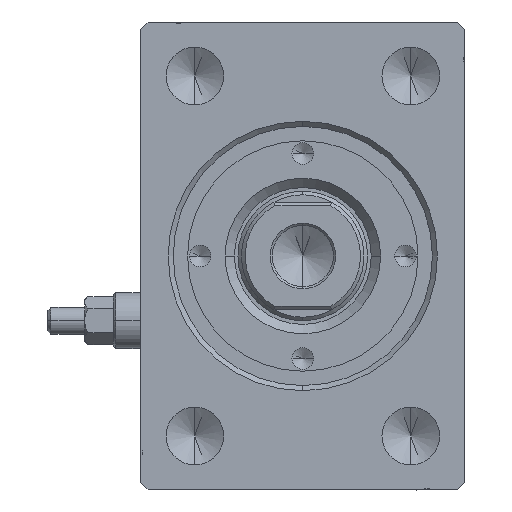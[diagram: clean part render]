
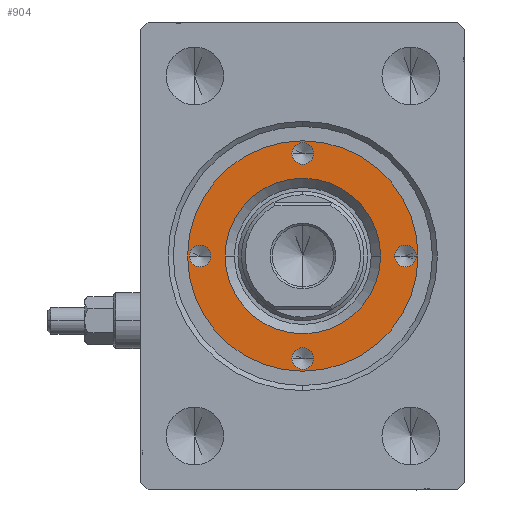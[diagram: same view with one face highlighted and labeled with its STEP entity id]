
A CAD part, left-side view. The second image highlights one B-rep face of the part: STEP entity #904.
In plain terms, the highlighted face is planar.
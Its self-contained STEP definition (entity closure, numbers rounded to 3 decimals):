
#124 = EDGE_CURVE ( 'NONE', #11509, #11407, #24786, .T. ) ;
#450 = CIRCLE ( 'NONE', #26740, 1.5 ) ;
#532 = CARTESIAN_POINT ( 'NONE',  ( 0., 0., 7. ) ) ;
#904 = ADVANCED_FACE ( 'NONE', ( #29264, #39788, #7568, #18304, #38895, #18754 ), #15106, .T. ) ;
#3940 = AXIS2_PLACEMENT_3D ( 'NONE', #39051, #42703, #14144 ) ;
#4174 = AXIS2_PLACEMENT_3D ( 'NONE', #32969, #36179, #7830 ) ;
#4269 = CARTESIAN_POINT ( 'NONE',  ( 10.8, 0., 7. ) ) ;
#4730 = EDGE_LOOP ( 'NONE', ( #23775, #7292 ) ) ;
#6057 = CARTESIAN_POINT ( 'NONE',  ( 0., 0., 7. ) ) ;
#6095 = CARTESIAN_POINT ( 'NONE',  ( 16., 0., 7. ) ) ;
#6927 = DIRECTION ( 'NONE',  ( 1., 0., 0. ) ) ;
#7292 = ORIENTED_EDGE ( 'NONE', *, *, #17552, .T. ) ;
#7466 = EDGE_CURVE ( 'NONE', #20109, #19163, #13990, .T. ) ;
#7568 = FACE_BOUND ( 'NONE', #13220, .T. ) ;
#7699 = DIRECTION ( 'NONE',  ( 1., 0., 0. ) ) ;
#7767 = ORIENTED_EDGE ( 'NONE', *, *, #33912, .F. ) ;
#7830 = DIRECTION ( 'NONE',  ( 1., 0., 0. ) ) ;
#8292 = CIRCLE ( 'NONE', #3940, 1.5 ) ;
#8387 = CARTESIAN_POINT ( 'NONE',  ( -14.25, 0., 7. ) ) ;
#8619 = DIRECTION ( 'NONE',  ( 0., 0., 1. ) ) ;
#10629 = AXIS2_PLACEMENT_3D ( 'NONE', #14502, #13823, #28667 ) ;
#10941 = DIRECTION ( 'NONE',  ( 0., 0., 1. ) ) ;
#11407 = VERTEX_POINT ( 'NONE', #43763 ) ;
#11509 = VERTEX_POINT ( 'NONE', #37131 ) ;
#11616 = EDGE_CURVE ( 'NONE', #19163, #20109, #44704, .T. ) ;
#11662 = DIRECTION ( 'NONE',  ( 1., 0., 0. ) ) ;
#11796 = DIRECTION ( 'NONE',  ( 1., 0., 0. ) ) ;
#12033 = CARTESIAN_POINT ( 'NONE',  ( 0., -14.25, 7. ) ) ;
#12072 = ORIENTED_EDGE ( 'NONE', *, *, #7466, .T. ) ;
#13220 = EDGE_LOOP ( 'NONE', ( #37824, #16205 ) ) ;
#13823 = DIRECTION ( 'NONE',  ( 0., 0., 1. ) ) ;
#13990 = CIRCLE ( 'NONE', #22003, 10.8 ) ;
#14144 = DIRECTION ( 'NONE',  ( 1., 0., 0. ) ) ;
#14385 = CIRCLE ( 'NONE', #36291, 16. ) ;
#14502 = CARTESIAN_POINT ( 'NONE',  ( 0., 0., 7. ) ) ;
#14834 = DIRECTION ( 'NONE',  ( 1., 0., 0. ) ) ;
#14988 = EDGE_CURVE ( 'NONE', #21904, #37290, #35446, .T. ) ;
#15106 = PLANE ( 'NONE',  #17482 ) ;
#15207 = CIRCLE ( 'NONE', #35641, 1.5 ) ;
#15245 = CARTESIAN_POINT ( 'NONE',  ( 1.5, -14.25, 7. ) ) ;
#15358 = DIRECTION ( 'NONE',  ( 0., 0., 1. ) ) ;
#16205 = ORIENTED_EDGE ( 'NONE', *, *, #43795, .F. ) ;
#16416 = ORIENTED_EDGE ( 'NONE', *, *, #21780, .F. ) ;
#16496 = CARTESIAN_POINT ( 'NONE',  ( -16., 0., 7. ) ) ;
#17409 = DIRECTION ( 'NONE',  ( 1., 0., 0. ) ) ;
#17471 = VERTEX_POINT ( 'NONE', #29831 ) ;
#17482 = AXIS2_PLACEMENT_3D ( 'NONE', #35238, #25837, #11662 ) ;
#17552 = EDGE_CURVE ( 'NONE', #37290, #21904, #14385, .T. ) ;
#18213 = DIRECTION ( 'NONE',  ( 0., 0., -1. ) ) ;
#18304 = FACE_BOUND ( 'NONE', #40373, .T. ) ;
#18681 = DIRECTION ( 'NONE',  ( 1., 0., 0. ) ) ;
#18691 = DIRECTION ( 'NONE',  ( 0., 0., 1. ) ) ;
#18754 = FACE_OUTER_BOUND ( 'NONE', #4730, .T. ) ;
#18939 = VERTEX_POINT ( 'NONE', #43843 ) ;
#19163 = VERTEX_POINT ( 'NONE', #32302 ) ;
#20109 = VERTEX_POINT ( 'NONE', #4269 ) ;
#20322 = EDGE_LOOP ( 'NONE', ( #42171, #16416 ) ) ;
#21098 = DIRECTION ( 'NONE',  ( 0., 0., 1. ) ) ;
#21297 = AXIS2_PLACEMENT_3D ( 'NONE', #28096, #10941, #14834 ) ;
#21319 = DIRECTION ( 'NONE',  ( 1., 0., 0. ) ) ;
#21780 = EDGE_CURVE ( 'NONE', #36696, #34307, #15207, .T. ) ;
#21904 = VERTEX_POINT ( 'NONE', #16496 ) ;
#21983 = CARTESIAN_POINT ( 'NONE',  ( 0., 14.25, 7. ) ) ;
#22003 = AXIS2_PLACEMENT_3D ( 'NONE', #42005, #18213, #7699 ) ;
#22441 = DIRECTION ( 'NONE',  ( 1., 0., 0. ) ) ;
#22770 = CIRCLE ( 'NONE', #21297, 1.5 ) ;
#22921 = EDGE_CURVE ( 'NONE', #18939, #27991, #35577, .T. ) ;
#23775 = ORIENTED_EDGE ( 'NONE', *, *, #14988, .T. ) ;
#24515 = ORIENTED_EDGE ( 'NONE', *, *, #39994, .F. ) ;
#24786 = CIRCLE ( 'NONE', #38665, 1.5 ) ;
#25066 = EDGE_LOOP ( 'NONE', ( #7767, #26880 ) ) ;
#25071 = CIRCLE ( 'NONE', #44036, 1.5 ) ;
#25837 = DIRECTION ( 'NONE',  ( 0., 0., 1. ) ) ;
#26430 = DIRECTION ( 'NONE',  ( 0., 0., 1. ) ) ;
#26740 = AXIS2_PLACEMENT_3D ( 'NONE', #12033, #26430, #11796 ) ;
#26880 = ORIENTED_EDGE ( 'NONE', *, *, #32503, .F. ) ;
#27670 = ORIENTED_EDGE ( 'NONE', *, *, #22921, .F. ) ;
#27991 = VERTEX_POINT ( 'NONE', #15245 ) ;
#28042 = AXIS2_PLACEMENT_3D ( 'NONE', #8387, #8619, #18681 ) ;
#28096 = CARTESIAN_POINT ( 'NONE',  ( 14.25, 0., 7. ) ) ;
#28667 = DIRECTION ( 'NONE',  ( 1., 0., 0. ) ) ;
#29264 = FACE_BOUND ( 'NONE', #20322, .T. ) ;
#29743 = ORIENTED_EDGE ( 'NONE', *, *, #11616, .T. ) ;
#29831 = CARTESIAN_POINT ( 'NONE',  ( 1.5, 14.25, 7. ) ) ;
#30069 = AXIS2_PLACEMENT_3D ( 'NONE', #532, #32054, #6927 ) ;
#30279 = DIRECTION ( 'NONE',  ( 0., 0., 1. ) ) ;
#31207 = CARTESIAN_POINT ( 'NONE',  ( -1.5, 14.25, 7. ) ) ;
#31927 = VERTEX_POINT ( 'NONE', #31207 ) ;
#32054 = DIRECTION ( 'NONE',  ( 0., 0., -1. ) ) ;
#32188 = CARTESIAN_POINT ( 'NONE',  ( -15.75, 0., 7. ) ) ;
#32302 = CARTESIAN_POINT ( 'NONE',  ( -10.8, 0., 7. ) ) ;
#32503 = EDGE_CURVE ( 'NONE', #31927, #17471, #25071, .T. ) ;
#32969 = CARTESIAN_POINT ( 'NONE',  ( 0., -14.25, 7. ) ) ;
#33912 = EDGE_CURVE ( 'NONE', #17471, #31927, #8292, .T. ) ;
#34307 = VERTEX_POINT ( 'NONE', #41430 ) ;
#35238 = CARTESIAN_POINT ( 'NONE',  ( 0., 0., 7. ) ) ;
#35362 = EDGE_CURVE ( 'NONE', #34307, #36696, #41923, .T. ) ;
#35446 = CIRCLE ( 'NONE', #10629, 16. ) ;
#35577 = CIRCLE ( 'NONE', #4174, 1.5 ) ;
#35641 = AXIS2_PLACEMENT_3D ( 'NONE', #37812, #21098, #21319 ) ;
#36179 = DIRECTION ( 'NONE',  ( 0., 0., 1. ) ) ;
#36291 = AXIS2_PLACEMENT_3D ( 'NONE', #6057, #30279, #17409 ) ;
#36696 = VERTEX_POINT ( 'NONE', #32188 ) ;
#37131 = CARTESIAN_POINT ( 'NONE',  ( 15.75, 0., 7. ) ) ;
#37290 = VERTEX_POINT ( 'NONE', #6095 ) ;
#37812 = CARTESIAN_POINT ( 'NONE',  ( -14.25, 0., 7. ) ) ;
#37824 = ORIENTED_EDGE ( 'NONE', *, *, #124, .F. ) ;
#38665 = AXIS2_PLACEMENT_3D ( 'NONE', #39271, #18691, #40185 ) ;
#38895 = FACE_BOUND ( 'NONE', #39503, .T. ) ;
#39051 = CARTESIAN_POINT ( 'NONE',  ( 0., 14.25, 7. ) ) ;
#39271 = CARTESIAN_POINT ( 'NONE',  ( 14.25, 0., 7. ) ) ;
#39503 = EDGE_LOOP ( 'NONE', ( #12072, #29743 ) ) ;
#39788 = FACE_BOUND ( 'NONE', #25066, .T. ) ;
#39994 = EDGE_CURVE ( 'NONE', #27991, #18939, #450, .T. ) ;
#40185 = DIRECTION ( 'NONE',  ( 1., 0., 0. ) ) ;
#40373 = EDGE_LOOP ( 'NONE', ( #24515, #27670 ) ) ;
#41430 = CARTESIAN_POINT ( 'NONE',  ( -12.75, 0., 7. ) ) ;
#41923 = CIRCLE ( 'NONE', #28042, 1.5 ) ;
#42005 = CARTESIAN_POINT ( 'NONE',  ( 0., 0., 7. ) ) ;
#42171 = ORIENTED_EDGE ( 'NONE', *, *, #35362, .F. ) ;
#42703 = DIRECTION ( 'NONE',  ( 0., 0., 1. ) ) ;
#43763 = CARTESIAN_POINT ( 'NONE',  ( 12.75, 0., 7. ) ) ;
#43795 = EDGE_CURVE ( 'NONE', #11407, #11509, #22770, .T. ) ;
#43843 = CARTESIAN_POINT ( 'NONE',  ( -1.5, -14.25, 7. ) ) ;
#44036 = AXIS2_PLACEMENT_3D ( 'NONE', #21983, #15358, #22441 ) ;
#44704 = CIRCLE ( 'NONE', #30069, 10.8 ) ;
